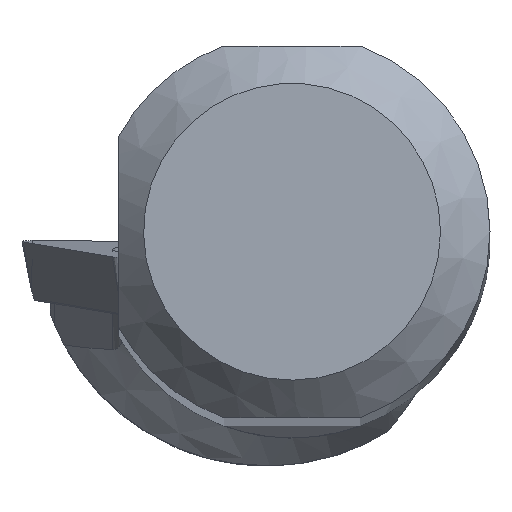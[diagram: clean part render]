
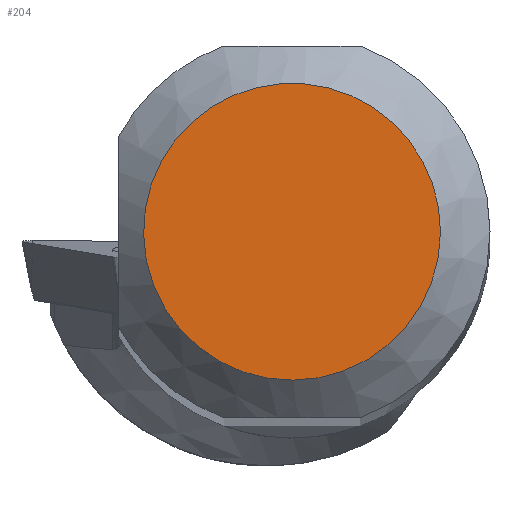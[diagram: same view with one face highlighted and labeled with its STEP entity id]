
A CAD part, top view. The second image highlights one B-rep face of the part: STEP entity #204.
In plain terms, the highlighted planar face has unit normal (0, 0, 1).
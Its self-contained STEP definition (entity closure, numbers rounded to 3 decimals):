
#157=FACE_OUTER_BOUND('',#445,.T.);
#204=ADVANCED_FACE('',(#157),#239,.T.);
#239=PLANE('',#1101);
#445=EDGE_LOOP('',(#607));
#607=ORIENTED_EDGE('',*,*,#909,.T.);
#802=VERTEX_POINT('',#1768);
#909=EDGE_CURVE('',#802,#802,#957,.T.);
#957=CIRCLE('',#1100,5.993);
#1100=AXIS2_PLACEMENT_3D('',#1767,#1311,#1312);
#1101=AXIS2_PLACEMENT_3D('',#1769,#1313,#1314);
#1311=DIRECTION('',(0.,0.,1.));
#1312=DIRECTION('',(1.,0.,0.));
#1313=DIRECTION('',(0.,0.,1.));
#1314=DIRECTION('',(1.,0.,0.));
#1767=CARTESIAN_POINT('',(0.,0.,0.));
#1768=CARTESIAN_POINT('',(5.993,0.,0.));
#1769=CARTESIAN_POINT('',(0.,0.,
0.));
